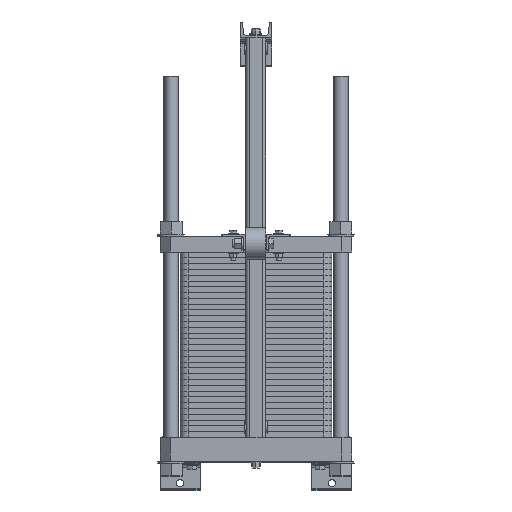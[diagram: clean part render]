
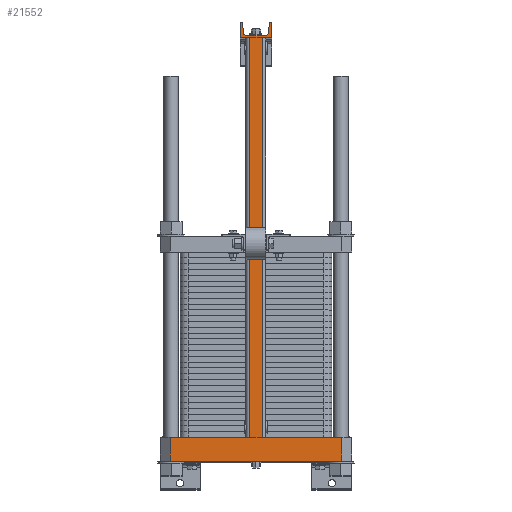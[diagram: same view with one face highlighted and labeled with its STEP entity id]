
A CAD part, top view. The second image highlights one B-rep face of the part: STEP entity #21552.
In plain terms, the highlighted planar face has unit normal (0, 0, 1).
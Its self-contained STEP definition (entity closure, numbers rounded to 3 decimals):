
#3227=LINE('',#32496,#5649);
#3228=LINE('',#32516,#5650);
#3229=LINE('',#32518,#5651);
#3230=LINE('',#32520,#5652);
#3231=LINE('',#32522,#5653);
#3232=LINE('',#32524,#5654);
#3233=LINE('',#32526,#5655);
#3234=LINE('',#32528,#5656);
#3235=LINE('',#32530,#5657);
#3236=LINE('',#32532,#5658);
#3237=LINE('',#32536,#5659);
#3238=LINE('',#32540,#5660);
#3239=LINE('',#32544,#5661);
#3240=LINE('',#32548,#5662);
#3241=LINE('',#32550,#5663);
#3242=LINE('',#32551,#5664);
#5649=VECTOR('',#25121,1.);
#5650=VECTOR('',#25126,10.);
#5651=VECTOR('',#25127,10.);
#5652=VECTOR('',#25128,10.);
#5653=VECTOR('',#25129,10.);
#5654=VECTOR('',#25130,10.);
#5655=VECTOR('',#25131,10.);
#5656=VECTOR('',#25132,10.);
#5657=VECTOR('',#25133,10.);
#5658=VECTOR('',#25134,10.);
#5659=VECTOR('',#25137,10.);
#5660=VECTOR('',#25140,10.);
#5661=VECTOR('',#25143,10.);
#5662=VECTOR('',#25146,10.);
#5663=VECTOR('',#25147,10.);
#5664=VECTOR('',#25148,10.);
#8033=PLANE('',#22616);
#9053=FACE_OUTER_BOUND('',#10055,.T.);
#10055=EDGE_LOOP('',(#16794,#16795,#16796,#16797,#16798,#16799,#16800,#16801,
#16802,#16803,#16804,#16805,#16806,#16807,#16808,#16809,#16810,#16811,#16812,
#16813));
#11360=CIRCLE('',#22617,4.);
#11361=CIRCLE('',#22618,8.);
#11362=CIRCLE('',#22619,8.);
#11363=CIRCLE('',#22620,4.);
#12792=VERTEX_POINT('',#32493);
#12793=VERTEX_POINT('',#32495);
#12794=VERTEX_POINT('',#32515);
#12795=VERTEX_POINT('',#32517);
#12796=VERTEX_POINT('',#32519);
#12797=VERTEX_POINT('',#32521);
#12798=VERTEX_POINT('',#32523);
#12799=VERTEX_POINT('',#32525);
#12800=VERTEX_POINT('',#32527);
#12801=VERTEX_POINT('',#32529);
#12802=VERTEX_POINT('',#32531);
#12803=VERTEX_POINT('',#32533);
#12804=VERTEX_POINT('',#32535);
#12805=VERTEX_POINT('',#32537);
#12806=VERTEX_POINT('',#32539);
#12807=VERTEX_POINT('',#32541);
#12808=VERTEX_POINT('',#32543);
#12809=VERTEX_POINT('',#32545);
#12810=VERTEX_POINT('',#32547);
#12811=VERTEX_POINT('',#32549);
#14411=EDGE_CURVE('',#12793,#12792,#3227,.T.);
#14414=EDGE_CURVE('',#12792,#12794,#3228,.T.);
#14415=EDGE_CURVE('',#12794,#12795,#3229,.T.);
#14416=EDGE_CURVE('',#12796,#12795,#3230,.T.);
#14417=EDGE_CURVE('',#12797,#12796,#3231,.T.);
#14418=EDGE_CURVE('',#12797,#12798,#3232,.T.);
#14419=EDGE_CURVE('',#12798,#12799,#3233,.T.);
#14420=EDGE_CURVE('',#12799,#12800,#3234,.T.);
#14421=EDGE_CURVE('',#12800,#12801,#3235,.T.);
#14422=EDGE_CURVE('',#12801,#12802,#3236,.T.);
#14423=EDGE_CURVE('',#12802,#12803,#11360,.T.);
#14424=EDGE_CURVE('',#12803,#12804,#3237,.T.);
#14425=EDGE_CURVE('',#12804,#12805,#11361,.T.);
#14426=EDGE_CURVE('',#12805,#12806,#3238,.T.);
#14427=EDGE_CURVE('',#12806,#12807,#11362,.T.);
#14428=EDGE_CURVE('',#12807,#12808,#3239,.T.);
#14429=EDGE_CURVE('',#12808,#12809,#11363,.T.);
#14430=EDGE_CURVE('',#12809,#12810,#3240,.T.);
#14431=EDGE_CURVE('',#12810,#12811,#3241,.T.);
#14432=EDGE_CURVE('',#12811,#12793,#3242,.T.);
#16794=ORIENTED_EDGE('',*,*,#14411,.T.);
#16795=ORIENTED_EDGE('',*,*,#14414,.T.);
#16796=ORIENTED_EDGE('',*,*,#14415,.T.);
#16797=ORIENTED_EDGE('',*,*,#14416,.F.);
#16798=ORIENTED_EDGE('',*,*,#14417,.F.);
#16799=ORIENTED_EDGE('',*,*,#14418,.T.);
#16800=ORIENTED_EDGE('',*,*,#14419,.T.);
#16801=ORIENTED_EDGE('',*,*,#14420,.T.);
#16802=ORIENTED_EDGE('',*,*,#14421,.T.);
#16803=ORIENTED_EDGE('',*,*,#14422,.T.);
#16804=ORIENTED_EDGE('',*,*,#14423,.T.);
#16805=ORIENTED_EDGE('',*,*,#14424,.T.);
#16806=ORIENTED_EDGE('',*,*,#14425,.T.);
#16807=ORIENTED_EDGE('',*,*,#14426,.T.);
#16808=ORIENTED_EDGE('',*,*,#14427,.T.);
#16809=ORIENTED_EDGE('',*,*,#14428,.T.);
#16810=ORIENTED_EDGE('',*,*,#14429,.T.);
#16811=ORIENTED_EDGE('',*,*,#14430,.T.);
#16812=ORIENTED_EDGE('',*,*,#14431,.T.);
#16813=ORIENTED_EDGE('',*,*,#14432,.T.);
#21552=ADVANCED_FACE('',(#9053),#8033,.T.);
#22616=AXIS2_PLACEMENT_3D('',#32514,#25124,#25125);
#22617=AXIS2_PLACEMENT_3D('',#32534,#25135,#25136);
#22618=AXIS2_PLACEMENT_3D('',#32538,#25138,#25139);
#22619=AXIS2_PLACEMENT_3D('',#32542,#25141,#25142);
#22620=AXIS2_PLACEMENT_3D('',#32546,#25144,#25145);
#25121=DIRECTION('',(0.,-1.,0.));
#25124=DIRECTION('center_axis',(0.,0.,
1.));
#25125=DIRECTION('ref_axis',(-1.,0.,0.));
#25126=DIRECTION('',(-1.,0.,0.));
#25127=DIRECTION('',(0.,-1.,0.));
#25128=DIRECTION('',(-1.,0.,0.));
#25129=DIRECTION('',(0.,-1.,0.));
#25130=DIRECTION('',(-1.,0.,0.));
#25131=DIRECTION('',(0.,1.,0.));
#25132=DIRECTION('',(1.,0.,0.));
#25133=DIRECTION('',(0.,1.,0.));
#25134=DIRECTION('',(-1.,0.,0.));
#25135=DIRECTION('center_axis',(0.,0.,1.));
#25136=DIRECTION('ref_axis',(0.,1.,0.));
#25137=DIRECTION('',(-0.091,-0.996,0.));
#25138=DIRECTION('center_axis',(0.,0.,-1.));
#25139=DIRECTION('ref_axis',(0.,1.,0.));
#25140=DIRECTION('',(-1.,0.,0.));
#25141=DIRECTION('center_axis',(0.,0.,-1.));
#25142=DIRECTION('ref_axis',(0.996,0.091,0.));
#25143=DIRECTION('',(-0.091,0.996,0.));
#25144=DIRECTION('center_axis',(0.,0.,1.));
#25145=DIRECTION('ref_axis',(0.996,0.091,0.));
#25146=DIRECTION('',(-1.,0.,0.));
#25147=DIRECTION('',(0.,-1.,0.));
#25148=DIRECTION('',(1.,0.,0.));
#32493=CARTESIAN_POINT('',(-16.2,0.,1111.));
#32495=CARTESIAN_POINT('',(-16.2,1000.,1111.));
#32496=CARTESIAN_POINT('',(-16.2,766.,1111.));
#32514=CARTESIAN_POINT('Origin',(215.,0.,
1111.));
#32515=CARTESIAN_POINT('',(-215.,0.,1111.));
#32516=CARTESIAN_POINT('',(215.,0.,1111.));
#32517=CARTESIAN_POINT('',(-215.,-60.,1111.));
#32518=CARTESIAN_POINT('',(-215.,0.,1111.));
#32519=CARTESIAN_POINT('',(215.,-60.,1111.));
#32520=CARTESIAN_POINT('',(215.,-60.,1111.));
#32521=CARTESIAN_POINT('',(215.,0.,1111.));
#32522=CARTESIAN_POINT('',(215.,0.,1111.));
#32523=CARTESIAN_POINT('',(16.2,0.,1111.));
#32524=CARTESIAN_POINT('',(215.,0.,1111.));
#32525=CARTESIAN_POINT('',(16.2,1000.,1111.));
#32526=CARTESIAN_POINT('',(16.2,0.,1111.));
#32527=CARTESIAN_POINT('',(40.,1000.,1111.));
#32528=CARTESIAN_POINT('',(-40.,1000.,1111.));
#32529=CARTESIAN_POINT('',(40.,1040.,1111.));
#32530=CARTESIAN_POINT('',(40.,1000.,1111.));
#32531=CARTESIAN_POINT('',(37.45,1040.,1111.));
#32532=CARTESIAN_POINT('',(40.,1040.,1111.));
#32533=CARTESIAN_POINT('',(33.466,1036.366,1111.));
#32534=CARTESIAN_POINT('Origin',(37.45,1036.,1111.));
#32535=CARTESIAN_POINT('',(31.347,1013.269,1111.));
#32536=CARTESIAN_POINT('',(33.466,1036.366,1111.));
#32537=CARTESIAN_POINT('',(23.381,1006.,1111.));
#32538=CARTESIAN_POINT('Origin',(23.381,1014.,1111.));
#32539=CARTESIAN_POINT('',(-23.381,1006.,1111.));
#32540=CARTESIAN_POINT('',(23.381,1006.,1111.));
#32541=CARTESIAN_POINT('',(-31.347,1013.269,1111.));
#32542=CARTESIAN_POINT('Origin',(-23.381,1014.,1111.));
#32543=CARTESIAN_POINT('',(-33.466,1036.366,1111.));
#32544=CARTESIAN_POINT('',(-31.347,1013.269,1111.));
#32545=CARTESIAN_POINT('',(-37.45,1040.,1111.));
#32546=CARTESIAN_POINT('Origin',(-37.45,1036.,1111.));
#32547=CARTESIAN_POINT('',(-40.,1040.,1111.));
#32548=CARTESIAN_POINT('',(-37.45,1040.,1111.));
#32549=CARTESIAN_POINT('',(-40.,1000.,1111.));
#32550=CARTESIAN_POINT('',(-40.,1040.,1111.));
#32551=CARTESIAN_POINT('',(-40.,1000.,1111.));
